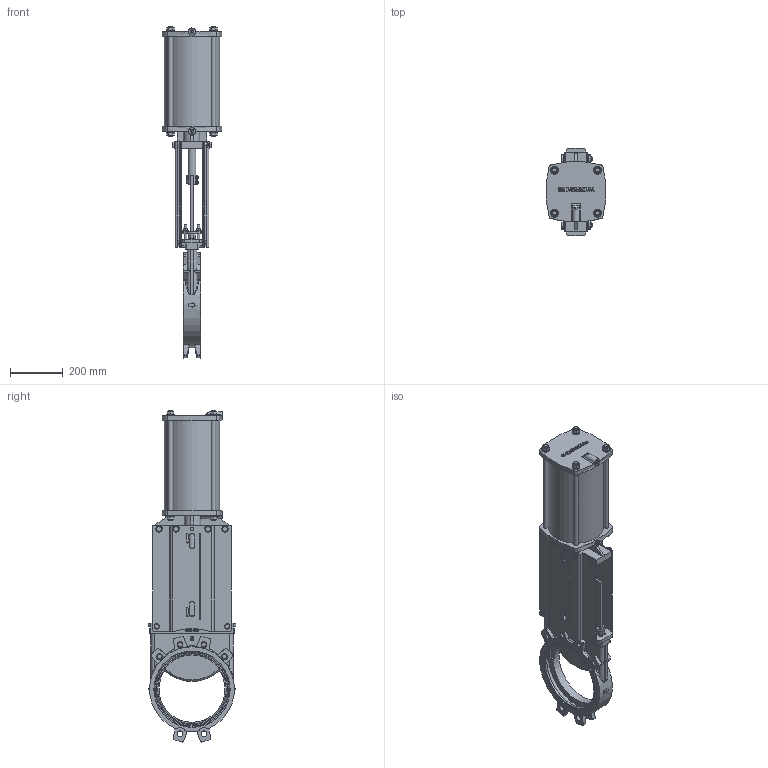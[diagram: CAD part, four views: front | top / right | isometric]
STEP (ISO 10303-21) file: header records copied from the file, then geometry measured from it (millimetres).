
FILE_DESCRIPTION(/* description */ ('Stoffschieber, DN250, GG-25, weichdichtend, pneumatischer Antrieb'),/* implementation_level */ '2;1');
FILE_NAME(/* name */ 'WGP25N-DN250_105871.step',/* time_stamp */ '2025-06-30T11:36:23+02:00',/* author */ (''),/* organization */ (''),/* preprocessor_version */ 'ST-DEVELOPER v20.1',/* originating_system */ 'Autodesk Translation Framework v14.10.0.0',/* authorisation */ '');
FILE_SCHEMA (('AUTOMOTIVE_DESIGN { 1 0 10303 214 3 1 1 }'));
Length unit declared in the file: millimetre
Products named in the file (24): WGE-GG-SOF-250/PD-K; WGS-BO-GG-SOF-250-K; WGS-KN-xxx-250; WGS-GL-GG-250; WGS-BR-CS-B-250; WGS-BR-CS-F-250; WGS-ST-PD-250; WGS-CO-PD-AL-250-300-K; WGS-PL-PD-AL-250-K; WGS-ZY-AL-250-340; DIN 934 - M10; DIN 931-1 - M10 x 15; DIN 125-1 - B 10.5; DIN 933 - M12  x 20; DIN 933 - M12  x 110; DIN 125-1 - B 13; DIN 934 - M12; DIN 835 - M10 x 55; DIN 127 - A 8; DIN 933 - M8  x 40; DIN 934 - M8; WGS-ZB-ST-250; DIN 125-1 - B 17; DIN 934 - M16
Assembly tree (71 placements, depth 2):
  WGE-GG-SOF-250/PD-K
    WGS-BO-GG-SOF-250-K
    WGS-KN-xxx-250
    WGS-GL-GG-250
    DIN 125-1 - B 10.5  x8
    DIN 934 - M10  x4
    WGS-BR-CS-B-250
    WGS-BR-CS-F-250
    DIN 931-1 - M10 x 15  x4
    DIN 933 - M12  x 20  x4
    DIN 933 - M12  x 110  x2
    DIN 125-1 - B 13  x8
    DIN 934 - M12  x2
    DIN 835 - M10 x 55  x4
    WGS-ST-PD-250
    WGS-CO-PD-AL-250-300-K
    WGS-PL-PD-AL-250-K
    DIN 127 - A 8  x2
    DIN 933 - M8  x 40  x2
    DIN 934 - M8  x2
    WGS-ZY-AL-250-340
    WGS-ZB-ST-250  x4
    DIN 125-1 - B 17  x8
    DIN 934 - M16  x8
Bounding box: 225.24 x 332 x 1257.93 mm (x, y, z)
Volume: 10574652.3 mm3; surface area: 2320688.5 mm2
Topology: 71 solids, 71 shells, 1779 faces, 4337 edges, 2792 vertices
Faces by surface type: plane 853, cylinder 456, cone 254, bspline 170, torus 46
Full cylindrical faces by diameter (mm): 6.647 x2, 7.323 x2, 8 x2, 8.2 x4, 8.25 x4, 8.376 x8, 10 x8, 10.106 x10, 10.5 x8, 11.053 x6, 11.4 x2, 11.445 x2, 12 x6, 12.5 x12, 13 x8, 13.835 x8, 14 x3, 15 x9, 15.6 x4, 16 x4, 16.2 x1, 17 x8, 17.2 x6, 17.294 x8, 20 x8, 22 x4, 24 x8, 27 x1, 30 x9, 174 x1
Entity records: 44793 total; most frequent: CARTESIAN_POINT 12259, ORIENTED_EDGE 6794, DIRECTION 6234, EDGE_CURVE 3397, VERTEX_POINT 2215, AXIS2_PLACEMENT_3D 2174, LINE 1886, VECTOR 1886
